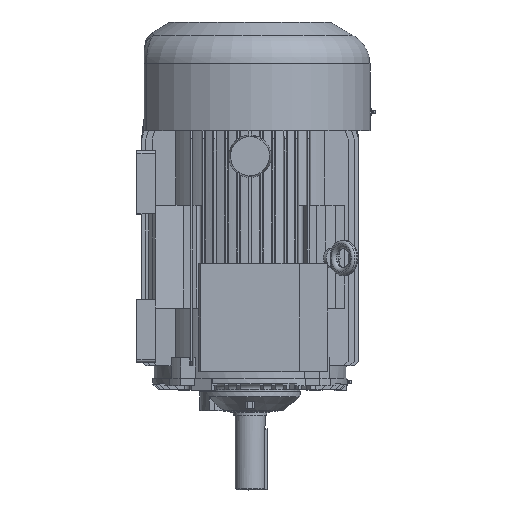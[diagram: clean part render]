
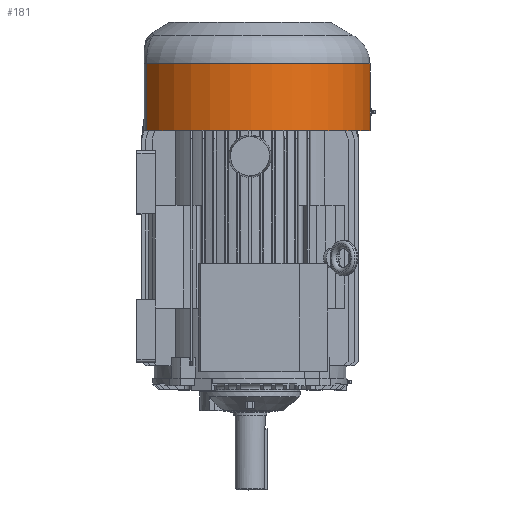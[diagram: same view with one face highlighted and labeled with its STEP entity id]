
A CAD part, top view. The second image highlights one B-rep face of the part: STEP entity #181.
In plain terms, the highlighted cylindrical face has radius 216.016 mm (diameter 432.033 mm), a partial arc.
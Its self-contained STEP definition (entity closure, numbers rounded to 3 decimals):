
#181 = ADVANCED_FACE( '', ( #1271, #1272 ), #1273, .T. );
#1271 = FACE_OUTER_BOUND( '', #3399, .T. );
#1272 = FACE_BOUND( '', #3400, .T. );
#1273 = CYLINDRICAL_SURFACE( '', #3401, 216.016 );
#3399 = EDGE_LOOP( '', ( #6564, #6565, #6566, #6567 ) );
#3400 = EDGE_LOOP( '', ( #6568, #6569, #6570, #6571, #6572, #6573 ) );
#3401 = AXIS2_PLACEMENT_3D( '', #6574, #6575, #6576 );
#6564 = ORIENTED_EDGE( '', *, *, #15022, .F. );
#6565 = ORIENTED_EDGE( '', *, *, #15023, .T. );
#6566 = ORIENTED_EDGE( '', *, *, #15024, .T. );
#6567 = ORIENTED_EDGE( '', *, *, #15025, .T. );
#6568 = ORIENTED_EDGE( '', *, *, #15026, .F. );
#6569 = ORIENTED_EDGE( '', *, *, #15027, .F. );
#6570 = ORIENTED_EDGE( '', *, *, #15028, .F. );
#6571 = ORIENTED_EDGE( '', *, *, #15029, .F. );
#6572 = ORIENTED_EDGE( '', *, *, #15030, .F. );
#6573 = ORIENTED_EDGE( '', *, *, #15031, .F. );
#6574 = CARTESIAN_POINT( '', ( 0., 609.07, 0. ) );
#6575 = DIRECTION( '', ( 0., 1., 0. ) );
#6576 = DIRECTION( '', ( 0., 0., -1. ) );
#15022 = EDGE_CURVE( '', #18011, #18012, #18013, .F. );
#15023 = EDGE_CURVE( '', #18011, #18014, #18015, .F. );
#15024 = EDGE_CURVE( '', #18014, #18016, #18017, .T. );
#15025 = EDGE_CURVE( '', #18016, #18012, #18018, .T. );
#15026 = EDGE_CURVE( '', #18019, #18020, #18021, .T. );
#15027 = EDGE_CURVE( '', #18022, #18019, #18023, .T. );
#15028 = EDGE_CURVE( '', #18024, #18022, #18025, .T. );
#15029 = EDGE_CURVE( '', #18026, #18024, #18027, .T. );
#15030 = EDGE_CURVE( '', #18028, #18026, #18029, .T. );
#15031 = EDGE_CURVE( '', #18020, #18028, #18030, .T. );
#18011 = VERTEX_POINT( '', #22980 );
#18012 = VERTEX_POINT( '', #22981 );
#18013 = CIRCLE( '', #22982, 216.016 );
#18014 = VERTEX_POINT( '', #22983 );
#18015 = LINE( '', #22984, #22985 );
#18016 = VERTEX_POINT( '', #22986 );
#18017 = CIRCLE( '', #22987, 216.016 );
#18018 = LINE( '', #22988, #22989 );
#18019 = VERTEX_POINT( '', #22990 );
#18020 = VERTEX_POINT( '', #22991 );
#18021 = ELLIPSE( '', #22992, 3943.377, 216.016 );
#18022 = VERTEX_POINT( '', #22993 );
#18023 = ELLIPSE( '', #22994, 242.14, 216.016 );
#18024 = VERTEX_POINT( '', #22995 );
#18025 = ELLIPSE( '', #22996, 257.981, 216.016 );
#18026 = VERTEX_POINT( '', #22997 );
#18027 = ELLIPSE( '', #22998, 3943.377, 216.016 );
#18028 = VERTEX_POINT( '', #22999 );
#18029 = ELLIPSE( '', #23000, 242.14, 216.016 );
#18030 = ELLIPSE( '', #23001, 257.981, 216.016 );
#22980 = CARTESIAN_POINT( '', ( -186.855, 446.13, -108.389 ) );
#22981 = CARTESIAN_POINT( '', ( -185.804, 446.13, 110.181 ) );
#22982 = AXIS2_PLACEMENT_3D( '', #31839, #31840, #31841 );
#22983 = CARTESIAN_POINT( '', ( -186.855, 566.13, -108.389 ) );
#22984 = CARTESIAN_POINT( '', ( -186.855, 609.07, -108.389 ) );
#22985 = VECTOR( '', #31842, 1000. );
#22986 = CARTESIAN_POINT( '', ( -185.804, 566.13, 110.181 ) );
#22987 = AXIS2_PLACEMENT_3D( '', #31843, #31844, #31845 );
#22988 = CARTESIAN_POINT( '', ( -185.804, 609.07, 110.181 ) );
#22989 = VECTOR( '', #31846, 1000. );
#22990 = CARTESIAN_POINT( '', ( 215.951, 476.166, -5.318 ) );
#22991 = CARTESIAN_POINT( '', ( 215.942, 482.508, -5.666 ) );
#22992 = AXIS2_PLACEMENT_3D( '', #31847, #31848, #31849 );
#22993 = CARTESIAN_POINT( '', ( 216.016, 473.297, 0.348 ) );
#22994 = AXIS2_PLACEMENT_3D( '', #31850, #31851, #31852 );
#22995 = CARTESIAN_POINT( '', ( 215.942, 476.769, 5.666 ) );
#22996 = AXIS2_PLACEMENT_3D( '', #31853, #31854, #31855 );
#22997 = CARTESIAN_POINT( '', ( 215.951, 483.11, 5.318 ) );
#22998 = AXIS2_PLACEMENT_3D( '', #31856, #31857, #31858 );
#22999 = CARTESIAN_POINT( '', ( 216.016, 485.98, -0.348 ) );
#23000 = AXIS2_PLACEMENT_3D( '', #31859, #31860, #31861 );
#23001 = AXIS2_PLACEMENT_3D( '', #31862, #31863, #31864 );
#31839 = CARTESIAN_POINT( '', ( 0., 446.13, 0. ) );
#31840 = DIRECTION( '', ( 0., 1., 0. ) );
#31841 = DIRECTION( '', ( 1., 0., 0. ) );
#31842 = DIRECTION( '', ( 0., -1., 0. ) );
#31843 = CARTESIAN_POINT( '', ( 0., 566.13, 0. ) );
#31844 = DIRECTION( '', ( 0., -1., 0. ) );
#31845 = DIRECTION( '', ( 0., 0., -1. ) );
#31846 = DIRECTION( '', ( 0., -1., 0. ) );
#31847 = CARTESIAN_POINT( '', ( 0., 379.236, 0. ) );
#31848 = DIRECTION( '', ( 0., 0.055, 0.998 ) );
#31849 = DIRECTION( '', ( 0., -0.998, 0.055 ) );
#31850 = CARTESIAN_POINT( '', ( 0., 473.473, 0. ) );
#31851 = DIRECTION( '', ( 0., 0.892, 0.452 ) );
#31852 = DIRECTION( '', ( 0., -0.452, 0.892 ) );
#31853 = CARTESIAN_POINT( '', ( 0., 473.07, 0. ) );
#31854 = DIRECTION( '', ( 0., 0.837, -0.547 ) );
#31855 = DIRECTION( '', ( 0., -0.547, -0.837 ) );
#31856 = CARTESIAN_POINT( '', ( 0., 580.041, 0. ) );
#31857 = DIRECTION( '', ( 0., -0.055, -0.998 ) );
#31858 = DIRECTION( '', ( 0., -0.998, 0.055 ) );
#31859 = CARTESIAN_POINT( '', ( 0., 485.803, 0. ) );
#31860 = DIRECTION( '', ( 0., -0.892, -0.452 ) );
#31861 = DIRECTION( '', ( 0., -0.452, 0.892 ) );
#31862 = CARTESIAN_POINT( '', ( 0., 486.207, 0. ) );
#31863 = DIRECTION( '', ( 0., -0.837, 0.547 ) );
#31864 = DIRECTION( '', ( 0., -0.547, -0.837 ) );
